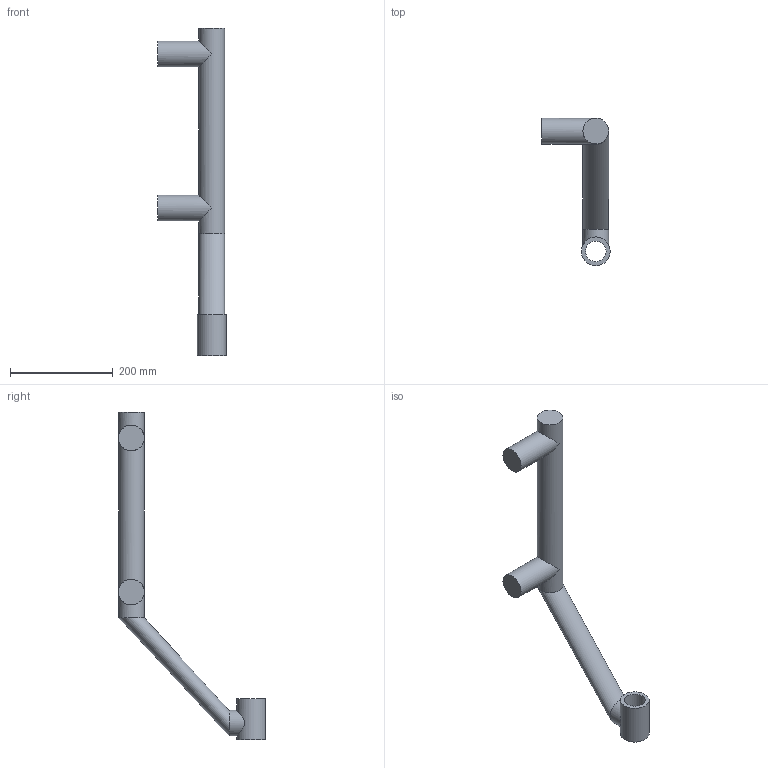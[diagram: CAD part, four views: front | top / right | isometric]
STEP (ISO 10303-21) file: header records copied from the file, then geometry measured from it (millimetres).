
FILE_DESCRIPTION(/* description */ ('STEP AP242','CAx-IF Rec.Pracs.---Representation and Presentation of Product Manufacturing Information (PMI)---4.0---2014-10-13','CAx-IF Rec.Pracs.---3D Tessellated Geometry---0.4---2014-09-14','2;1'),/* implementation_level */ '2;1');
FILE_NAME(/* name */ '656ef12728ec635d97dbb113',/* time_stamp */ '2023-12-05T09:45:12Z',/* author */ (''),/* organization */ (''),/* preprocessor_version */ 'ST-DEVELOPER v19.4',/* originating_system */ ' ',/* authorisation */ ' ');
FILE_SCHEMA (('AP242_MANAGED_MODEL_BASED_3D_ENGINEERING_MIM_LF { 1 0 10303 442 1 1 4 }'));
Length unit declared in the file: metre
Products named in the file (1): Part 1
Bounding box: 133 x 286 x 637.37 mm (x, y, z)
Volume: 1634433.1 mm3; surface area: 157170.4 mm2
Topology: 1 solids, 1 shells, 12 faces, 26 edges, 19 vertices
Faces by surface type: cylinder 6, plane 5, bspline 1
Full cylindrical faces by diameter (mm): 40 x1, 50 x4, 56 x1
Entity records: 479 total; most frequent: CARTESIAN_POINT 220, DIRECTION 54, ORIENTED_EDGE 32, AXIS2_PLACEMENT_3D 27, EDGE_LOOP 24, FACE_BOUND 24, EDGE_CURVE 16, VERTEX_POINT 16
